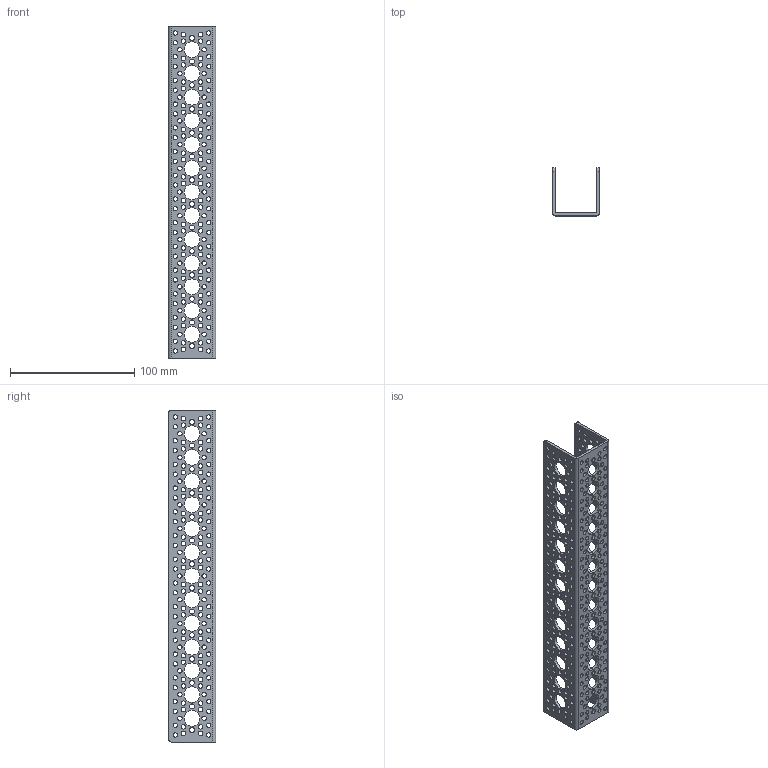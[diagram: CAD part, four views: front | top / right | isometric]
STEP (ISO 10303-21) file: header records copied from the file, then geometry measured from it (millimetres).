
FILE_DESCRIPTION (( 'STEP AP203' ), '1' );
FILE_NAME ('585452.STEP', '2016-08-22T19:43:43', ( '' ), ( '' ), 'SwSTEP 2.0', 'SolidWorks 2014', '' );
FILE_SCHEMA (( 'CONFIG_CONTROL_DESIGN' ));
Length unit declared in the file: inch
Products named in the file (1): 585452
Bounding box: 38.1 x 38.1 x 266.7 mm (x, y, z)
Volume: 44163.8 mm3; surface area: 55771.4 mm2
Topology: 1 solids, 1 shells, 1006 faces, 3012 edges, 2008 vertices
Faces by surface type: cylinder 996, plane 10
Entity records: 37207 total; most frequent: DIRECTION 7018, CARTESIAN_POINT 6027, ORIENTED_EDGE 6024, EDGE_CURVE 3012, AXIS2_PLACEMENT_3D 2999, VERTEX_POINT 2008, EDGE_LOOP 1996, CIRCLE 1992
